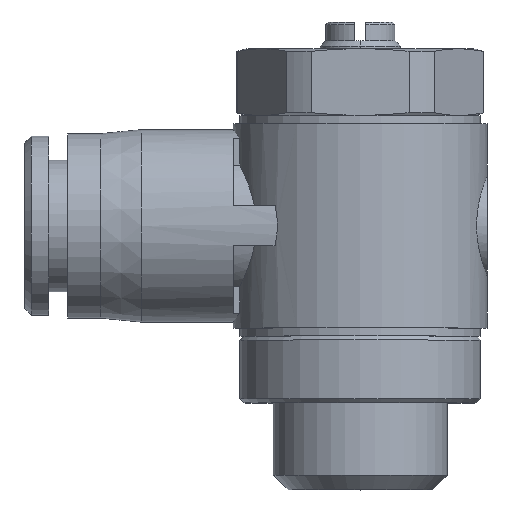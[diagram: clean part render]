
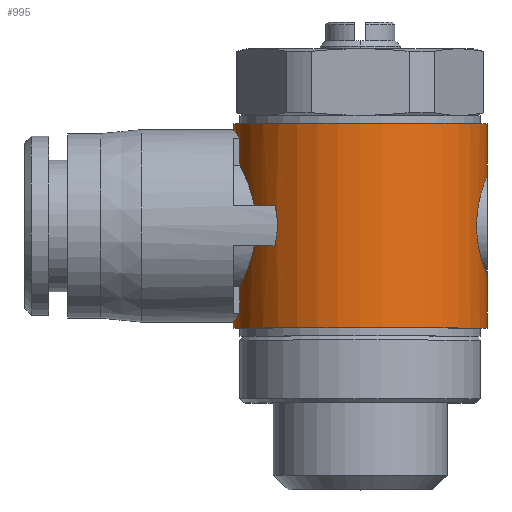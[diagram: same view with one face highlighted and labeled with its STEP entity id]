
A CAD part, top view. The second image highlights one B-rep face of the part: STEP entity #995.
In plain terms, the highlighted cylindrical face has radius 9.5 mm (diameter 19 mm), a partial arc.
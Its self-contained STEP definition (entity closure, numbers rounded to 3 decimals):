
#54=DIRECTION('',(0.,1.,0.));
#55=VECTOR('',#54,3.85);
#56=CARTESIAN_POINT('',(9.5,3.8,0.));
#57=LINE('',#56,#55);
#58=DIRECTION('',(0.,1.,0.));
#59=VECTOR('',#58,0.45);
#60=CARTESIAN_POINT('',(-9.5,7.2,0.));
#61=LINE('',#60,#59);
#120=DIRECTION('',(0.,1.,0.));
#121=VECTOR('',#120,0.45);
#122=CARTESIAN_POINT('',(-9.5,-7.65,0.));
#123=LINE('',#122,#121);
#129=DIRECTION('',(0.,1.,0.));
#130=VECTOR('',#129,3.85);
#131=CARTESIAN_POINT('',(9.5,-7.65,0.));
#132=LINE('',#131,#130);
#143=CARTESIAN_POINT('',(9.5,3.8,0.));
#144=CARTESIAN_POINT('',(9.5,3.8,0.357));
#145=CARTESIAN_POINT('',(9.461,3.704,1.052));
#146=CARTESIAN_POINT('',(9.287,3.248,2.078));
#147=CARTESIAN_POINT('',(9.049,2.509,2.923));
#148=CARTESIAN_POINT('',(8.832,1.589,3.509));
#149=CARTESIAN_POINT('',(8.701,0.534,3.813));
#150=CARTESIAN_POINT('',(8.701,-0.536,3.813));
#151=CARTESIAN_POINT('',(8.833,-1.592,3.507));
#152=CARTESIAN_POINT('',(9.05,-2.51,2.922));
#153=CARTESIAN_POINT('',(9.288,-3.249,2.076));
#154=CARTESIAN_POINT('',(9.461,-3.704,1.052));
#155=CARTESIAN_POINT('',(9.5,-3.8,0.357));
#156=CARTESIAN_POINT('',(9.5,-3.8,0.));
#158=CARTESIAN_POINT('',(0.,-7.65,0.));
#159=DIRECTION('',(0.,-1.,0.));
#160=DIRECTION('',(1.,0.,0.));
#161=AXIS2_PLACEMENT_3D('',#158,#159,#160);
#163=CARTESIAN_POINT('',(-9.5,-7.2,0.));
#164=CARTESIAN_POINT('',(-9.5,-7.2,0.327));
#165=CARTESIAN_POINT('',(-9.467,-7.156,
0.99));
#166=CARTESIAN_POINT('',(-9.302,-6.937,2.021));
#167=CARTESIAN_POINT('',(-9.121,-6.693,2.678));
#168=CARTESIAN_POINT('',(-9.014,-6.545,3.));
#170=DIRECTION('',(0.,-1.,0.));
#171=VECTOR('',#170,1.995);
#172=CARTESIAN_POINT('',(-9.014,-4.55,3.));
#173=LINE('',#172,#171);
#174=CARTESIAN_POINT('',(-9.014,-4.55,3.));
#175=CARTESIAN_POINT('',(-8.909,-4.342,3.316));
#176=CARTESIAN_POINT('',(-8.689,-3.885,3.87));
#177=CARTESIAN_POINT('',(-8.362,-3.092,4.523));
#178=CARTESIAN_POINT('',(-8.099,-2.289,4.971));
#179=CARTESIAN_POINT('',(-7.974,-1.761,5.165));
#180=CARTESIAN_POINT('',(-7.924,-1.5,5.24));
#182=CARTESIAN_POINT('',(0.,-1.5,0.));
#183=DIRECTION('',(0.,-1.,0.));
#184=DIRECTION('',(-0.671,0.,0.741));
#185=AXIS2_PLACEMENT_3D('',#182,#183,#184);
#187=CARTESIAN_POINT('',(-6.377,-1.5,7.042));
#188=CARTESIAN_POINT('',(-6.299,-1.172,7.112));
#189=CARTESIAN_POINT('',(-6.191,-0.513,
7.206));
#190=CARTESIAN_POINT('',(-6.192,0.518,7.205));
#191=CARTESIAN_POINT('',(-6.3,1.174,7.112));
#192=CARTESIAN_POINT('',(-6.377,1.5,7.042));
#194=CARTESIAN_POINT('',(0.,1.5,0.));
#195=DIRECTION('',(0.,-1.,0.));
#196=DIRECTION('',(-0.671,0.,0.741));
#197=AXIS2_PLACEMENT_3D('',#194,#195,#196);
#199=CARTESIAN_POINT('',(-7.924,1.5,5.24));
#200=CARTESIAN_POINT('',(-7.962,1.696,5.183));
#201=CARTESIAN_POINT('',(-8.046,2.068,5.053));
#202=CARTESIAN_POINT('',(-8.189,2.566,4.819));
#203=CARTESIAN_POINT('',(-8.347,3.032,4.54));
#204=CARTESIAN_POINT('',(-8.517,3.469,4.215));
#205=CARTESIAN_POINT('',(-8.689,3.872,3.849));
#206=CARTESIAN_POINT('',(-8.857,4.235,3.445));
#207=CARTESIAN_POINT('',(-8.963,4.45,3.152));
#208=CARTESIAN_POINT('',(-9.014,4.55,3.));
#210=DIRECTION('',(0.,-1.,0.));
#211=VECTOR('',#210,1.995);
#212=CARTESIAN_POINT('',(-9.014,6.545,3.));
#213=LINE('',#212,#211);
#214=CARTESIAN_POINT('',(-9.014,6.545,3.));
#215=CARTESIAN_POINT('',(-9.121,6.693,2.677));
#216=CARTESIAN_POINT('',(-9.302,6.938,2.02));
#217=CARTESIAN_POINT('',(-9.467,7.157,0.988));
#218=CARTESIAN_POINT('',(-9.5,7.2,0.326));
#219=CARTESIAN_POINT('',(-9.5,7.2,0.));
#665=CARTESIAN_POINT('',(0.,7.65,0.));
#666=DIRECTION('',(0.,-1.,0.));
#667=DIRECTION('',(1.,0.,0.));
#668=AXIS2_PLACEMENT_3D('',#665,#666,#667);
#755=CARTESIAN_POINT('',(9.5,-7.65,0.));
#756=CARTESIAN_POINT('',(-9.5,-7.65,0.));
#757=VERTEX_POINT('',#755);
#758=VERTEX_POINT('',#756);
#759=CARTESIAN_POINT('',(9.5,7.65,0.));
#760=CARTESIAN_POINT('',(-9.5,7.65,0.));
#761=VERTEX_POINT('',#759);
#762=VERTEX_POINT('',#760);
#779=VERTEX_POINT('',#214);
#780=VERTEX_POINT('',#219);
#781=CARTESIAN_POINT('',(-9.014,4.55,3.));
#782=VERTEX_POINT('',#781);
#783=CARTESIAN_POINT('',(-6.377,1.5,7.042));
#784=CARTESIAN_POINT('',(-7.924,1.5,5.24));
#785=VERTEX_POINT('',#783);
#786=VERTEX_POINT('',#784);
#787=VERTEX_POINT('',#187);
#788=CARTESIAN_POINT('',(-7.924,-1.5,5.24));
#789=VERTEX_POINT('',#788);
#790=CARTESIAN_POINT('',(-9.014,-4.55,3.));
#791=CARTESIAN_POINT('',(-9.014,-6.545,3.));
#792=VERTEX_POINT('',#790);
#793=VERTEX_POINT('',#791);
#794=VERTEX_POINT('',#163);
#824=VERTEX_POINT('',#143);
#825=VERTEX_POINT('',#156);
#962=CARTESIAN_POINT('',(0.,9.075,0.));
#963=DIRECTION('',(0.,-1.,0.));
#964=DIRECTION('',(-1.,0.,0.));
#965=AXIS2_PLACEMENT_3D('',#962,#963,#964);
#966=CYLINDRICAL_SURFACE('',#965,9.5);
#967=ORIENTED_EDGE('',*,*,#956,.T.);
#968=ORIENTED_EDGE('',*,*,#924,.F.);
#969=ORIENTED_EDGE('',*,*,#881,.T.);
#970=ORIENTED_EDGE('',*,*,#921,.T.);
#972=ORIENTED_EDGE('',*,*,#971,.T.);
#974=ORIENTED_EDGE('',*,*,#973,.F.);
#976=ORIENTED_EDGE('',*,*,#975,.T.);
#978=ORIENTED_EDGE('',*,*,#977,.F.);
#980=ORIENTED_EDGE('',*,*,#979,.T.);
#982=ORIENTED_EDGE('',*,*,#981,.T.);
#984=ORIENTED_EDGE('',*,*,#983,.T.);
#986=ORIENTED_EDGE('',*,*,#985,.F.);
#988=ORIENTED_EDGE('',*,*,#987,.T.);
#989=ORIENTED_EDGE('',*,*,#901,.T.);
#991=ORIENTED_EDGE('',*,*,#990,.F.);
#992=ORIENTED_EDGE('',*,*,#897,.F.);
#993=EDGE_LOOP('',(#967,#968,#969,#970,#972,#974,#976,#978,#980,#982,#984,#986,
#988,#989,#991,#992));
#994=FACE_OUTER_BOUND('',#993,.F.);
#995=ADVANCED_FACE('',(#994),#966,.T.);
#157=B_SPLINE_CURVE_WITH_KNOTS('',3,(#143,#144,#145,#146,#147,#148,#149,#150,
#151,#152,#153,#154,#155,#156),.UNSPECIFIED.,.F.,.F.,(4,1,1,1,1,1,1,1,1,1,1,4),(
0.,0.091,0.182,0.273,0.364,
0.455,0.545,0.636,0.727,
0.818,0.909,1.),.UNSPECIFIED.);
#162=CIRCLE('',#161,9.5);
#169=B_SPLINE_CURVE_WITH_KNOTS('',3,(#163,#164,#165,#166,#167,#168),
.UNSPECIFIED.,.F.,.F.,(4,1,1,4),(0.,0.333,0.667,1.),
.UNSPECIFIED.);
#181=B_SPLINE_CURVE_WITH_KNOTS('',3,(#174,#175,#176,#177,#178,#179,#180),
.UNSPECIFIED.,.F.,.F.,(4,1,1,1,4),(0.,0.25,0.5,0.75,1.),
.UNSPECIFIED.);
#186=CIRCLE('',#185,9.5);
#193=B_SPLINE_CURVE_WITH_KNOTS('',3,(#187,#188,#189,#190,#191,#192),
.UNSPECIFIED.,.F.,.F.,(4,1,1,4),(0.,0.333,0.667,1.),
.UNSPECIFIED.);
#198=CIRCLE('',#197,9.5);
#209=B_SPLINE_CURVE_WITH_KNOTS('',3,(#199,#200,#201,#202,#203,#204,#205,#206,
#207,#208),.UNSPECIFIED.,.F.,.F.,(4,1,1,1,1,1,1,4),(0.,0.143,
0.286,0.429,0.571,0.714,
0.857,1.),.UNSPECIFIED.);
#220=B_SPLINE_CURVE_WITH_KNOTS('',3,(#214,#215,#216,#217,#218,#219),
.UNSPECIFIED.,.F.,.F.,(4,1,1,4),(0.,0.333,0.667,1.),
.UNSPECIFIED.);
#669=CIRCLE('',#668,9.5);
#881=EDGE_CURVE('',#757,#758,#162,.T.);
#897=EDGE_CURVE('',#824,#761,#57,.T.);
#901=EDGE_CURVE('',#780,#762,#61,.T.);
#921=EDGE_CURVE('',#758,#794,#123,.T.);
#924=EDGE_CURVE('',#757,#825,#132,.T.);
#956=EDGE_CURVE('',#824,#825,#157,.T.);
#971=EDGE_CURVE('',#794,#793,#169,.T.);
#973=EDGE_CURVE('',#792,#793,#173,.T.);
#975=EDGE_CURVE('',#792,#789,#181,.T.);
#977=EDGE_CURVE('',#787,#789,#186,.T.);
#979=EDGE_CURVE('',#787,#785,#193,.T.);
#981=EDGE_CURVE('',#785,#786,#198,.T.);
#983=EDGE_CURVE('',#786,#782,#209,.T.);
#985=EDGE_CURVE('',#779,#782,#213,.T.);
#987=EDGE_CURVE('',#779,#780,#220,.T.);
#990=EDGE_CURVE('',#761,#762,#669,.T.);
